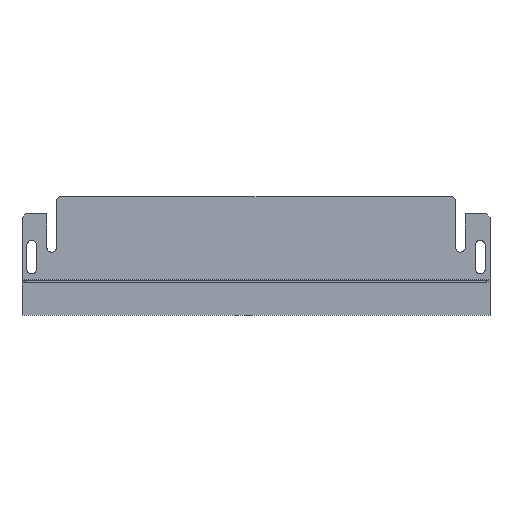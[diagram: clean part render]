
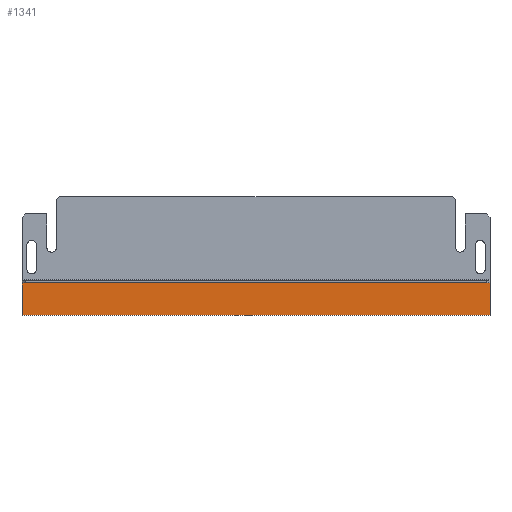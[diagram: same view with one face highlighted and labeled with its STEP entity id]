
A CAD part, top view. The second image highlights one B-rep face of the part: STEP entity #1341.
In plain terms, the highlighted planar face has unit normal (0, 0, 1).
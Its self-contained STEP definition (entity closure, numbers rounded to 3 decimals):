
#1229=CARTESIAN_POINT('Vertex',(216.5,-71.,20.)) ;
#1232=CARTESIAN_POINT('Line Origine',(0.,-71.,20.)) ;
#1236=CARTESIAN_POINT('Vertex',(-216.5,-71.,20.)) ;
#1282=CARTESIAN_POINT('Line Origine',(-216.5,-56.,20.)) ;
#1286=CARTESIAN_POINT('Vertex',(-216.5,-41.,20.)) ;
#1306=CARTESIAN_POINT('Line Origine',(0.,-41.,20.)) ;
#1310=CARTESIAN_POINT('Vertex',(216.5,-41.,20.)) ;
#1325=CARTESIAN_POINT('Axis2P3D Location',(0.,-71.,20.)) ;
#1330=CARTESIAN_POINT('Line Origine',(216.5,-56.,20.)) ;
#1233=DIRECTION('Vector Direction',(1.,0.,0.)) ;
#1283=DIRECTION('Vector Direction',(0.,1.,0.)) ;
#1307=DIRECTION('Vector Direction',(1.,0.,0.)) ;
#1326=DIRECTION('Axis2P3D Direction',(0.,0.,-1.)) ;
#1327=DIRECTION('Axis2P3D XDirection',(0.,1.,0.)) ;
#1331=DIRECTION('Vector Direction',(0.,1.,0.)) ;
#1328=AXIS2_PLACEMENT_3D('Plane Axis2P3D',#1325,#1326,#1327) ;
#1336=ORIENTED_EDGE('',*,*,#1288,.F.) ;
#1337=ORIENTED_EDGE('',*,*,#1238,.T.) ;
#1338=ORIENTED_EDGE('',*,*,#1334,.T.) ;
#1339=ORIENTED_EDGE('',*,*,#1312,.F.) ;
#1234=VECTOR('Line Direction',#1233,1.) ;
#1284=VECTOR('Line Direction',#1283,1.) ;
#1308=VECTOR('Line Direction',#1307,1.) ;
#1332=VECTOR('Line Direction',#1331,1.) ;
#1341=ADVANCED_FACE('Guarnizione',(#1340),#1329,.F.) ;
#1238=EDGE_CURVE('',#1237,#1230,#1235,.T.) ;
#1288=EDGE_CURVE('',#1237,#1287,#1285,.T.) ;
#1312=EDGE_CURVE('',#1287,#1311,#1309,.T.) ;
#1334=EDGE_CURVE('',#1230,#1311,#1333,.T.) ;
#1335=EDGE_LOOP('',(#1336,#1337,#1338,#1339)) ;
#1340=FACE_OUTER_BOUND('',#1335,.T.) ;
#1235=LINE('Line',#1232,#1234) ;
#1285=LINE('Line',#1282,#1284) ;
#1309=LINE('Line',#1306,#1308) ;
#1333=LINE('Line',#1330,#1332) ;
#1329=PLANE('',#1328) ;
#1230=VERTEX_POINT('',#1229) ;
#1237=VERTEX_POINT('',#1236) ;
#1287=VERTEX_POINT('',#1286) ;
#1311=VERTEX_POINT('',#1310) ;
